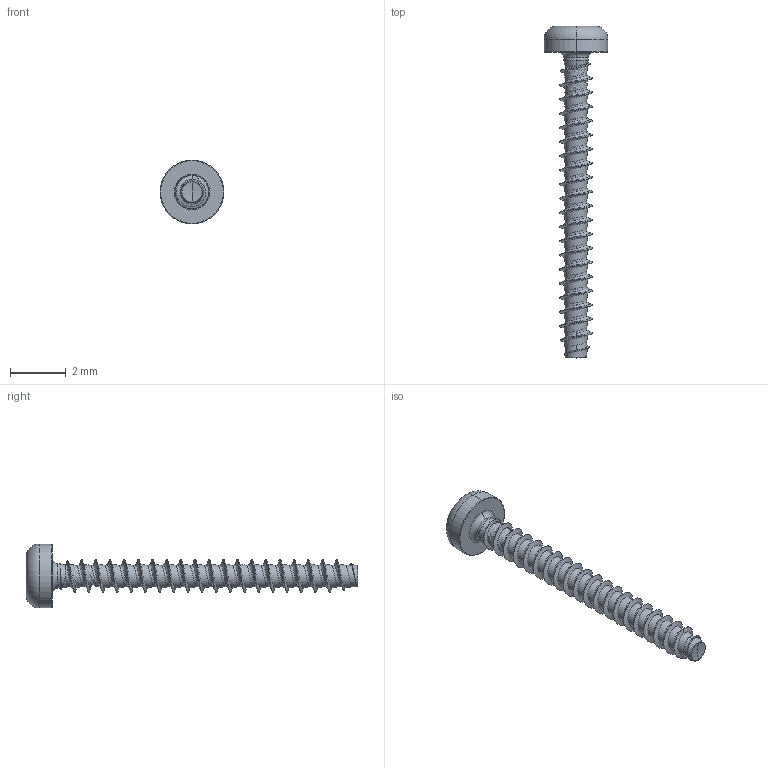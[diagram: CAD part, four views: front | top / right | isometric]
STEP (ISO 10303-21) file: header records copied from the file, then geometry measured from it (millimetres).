
FILE_DESCRIPTION (( 'STEP AP203' ), '1' );
FILE_NAME ('STP390120110.STEP', '2017-08-15T18:52:12', ( '' ), ( '' ), 'SwSTEP 2.0', 'SolidWorks 2015', '' );
FILE_SCHEMA (( 'CONFIG_CONTROL_DESIGN' ));
Length unit declared in the file: millimetre
Products named in the file (1): STP390120110
Bounding box: 2.3 x 11.95 x 2.3 mm (x, y, z)
Volume: 9.6 mm3; surface area: 62.1 mm2
Topology: 1 solids, 1 shells, 123 faces, 316 edges, 195 vertices
Faces by surface type: cylinder 67, bspline 35, cone 9, torus 6, sphere 4, plane 2
Entity records: 21378 total; most frequent: CARTESIAN_POINT 18807, ORIENTED_EDGE 628, DIRECTION 380, EDGE_CURVE 314, VERTEX_POINT 195, AXIS2_PLACEMENT_3D 150, B_SPLINE_CURVE_WITH_KNOTS 131, EDGE_LOOP 125
